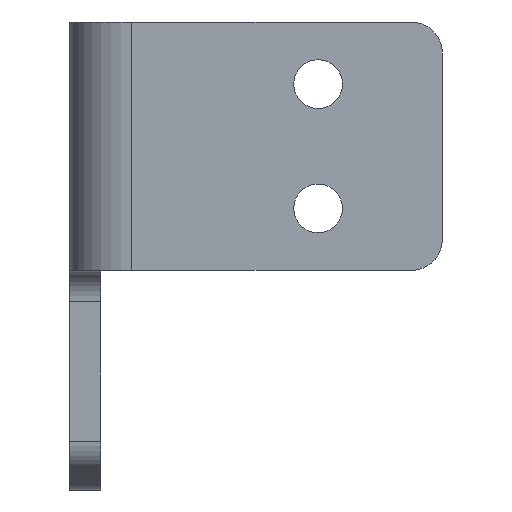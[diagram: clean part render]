
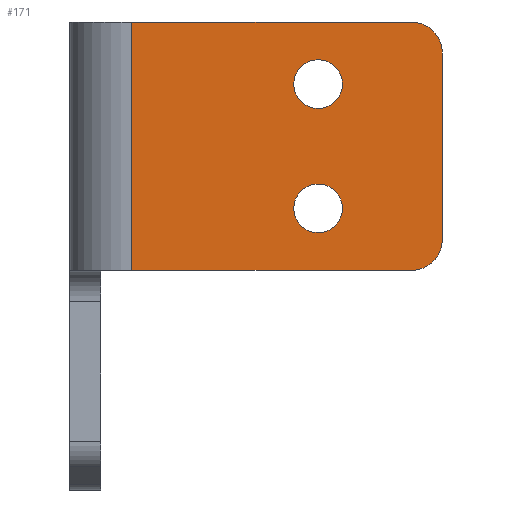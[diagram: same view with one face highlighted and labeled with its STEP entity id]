
A CAD part, front view. The second image highlights one B-rep face of the part: STEP entity #171.
In plain terms, the highlighted planar face has unit normal (0, -1, 0).
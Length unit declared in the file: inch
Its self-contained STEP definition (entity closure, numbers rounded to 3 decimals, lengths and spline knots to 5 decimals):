
#19 = DIRECTION ( 'NONE',  ( 0., 1., 0. ) ) ;
#49 = CIRCLE ( 'NONE', #590, 0.125 ) ;
#51 = CARTESIAN_POINT ( 'NONE',  ( 0.875, 0., -0.652 ) ) ;
#84 = VERTEX_POINT ( 'NONE', #51 ) ;
#97 = VECTOR ( 'NONE', #169, 39.37008 ) ;
#109 = CARTESIAN_POINT ( 'NONE',  ( 0.875, 0., -0.75 ) ) ;
#111 = EDGE_LOOP ( 'NONE', ( #701, #641 ) ) ;
#112 = VERTEX_POINT ( 'NONE', #660 ) ;
#114 = EDGE_CURVE ( 'NONE', #1127, #112, #466, .T. ) ;
#117 = CARTESIAN_POINT ( 'NONE',  ( 0.875, 0., -0.75 ) ) ;
#126 = DIRECTION ( 'NONE',  ( 0., 1., 0. ) ) ;
#129 = CARTESIAN_POINT ( 'NONE',  ( 0.875, 0., -0.25 ) ) ;
#157 = CARTESIAN_POINT ( 'NONE',  ( 0., 0., -1. ) ) ;
#162 = AXIS2_PLACEMENT_3D ( 'NONE', #129, #645, #1002 ) ;
#164 = ORIENTED_EDGE ( 'NONE', *, *, #507, .T. ) ;
#169 = DIRECTION ( 'NONE',  ( -1., 0., 0. ) ) ;
#170 = VERTEX_POINT ( 'NONE', #382 ) ;
#171 = ADVANCED_FACE ( 'NONE', ( #846, #761, #776 ), #840, .F. ) ;
#192 = LINE ( 'NONE', #580, #453 ) ;
#198 = DIRECTION ( 'NONE',  ( 0., 0., 1. ) ) ;
#255 = VERTEX_POINT ( 'NONE', #699 ) ;
#289 = AXIS2_PLACEMENT_3D ( 'NONE', #880, #592, #198 ) ;
#294 = EDGE_CURVE ( 'NONE', #1224, #255, #760, .T. ) ;
#296 = DIRECTION ( 'NONE',  ( 0., 0., -1. ) ) ;
#299 = ORIENTED_EDGE ( 'NONE', *, *, #1187, .F. ) ;
#303 = EDGE_CURVE ( 'NONE', #84, #682, #477, .T. ) ;
#312 = DIRECTION ( 'NONE',  ( 0., 0., 1. ) ) ;
#319 = EDGE_CURVE ( 'NONE', #682, #84, #409, .T. ) ;
#351 = DIRECTION ( 'NONE',  ( 1., 0., 0. ) ) ;
#382 = CARTESIAN_POINT ( 'NONE',  ( 0.125, 0., -1. ) ) ;
#406 = VERTEX_POINT ( 'NONE', #721 ) ;
#409 = CIRCLE ( 'NONE', #714, 0.098 ) ;
#413 = ORIENTED_EDGE ( 'NONE', *, *, #303, .T. ) ;
#442 = DIRECTION ( 'NONE',  ( 0., 0., -1. ) ) ;
#453 = VECTOR ( 'NONE', #296, 39.37008 ) ;
#463 = CARTESIAN_POINT ( 'NONE',  ( 1.375, 0., 0. ) ) ;
#466 = CIRCLE ( 'NONE', #704, 0.098 ) ;
#477 = CIRCLE ( 'NONE', #1181, 0.098 ) ;
#507 = EDGE_CURVE ( 'NONE', #949, #556, #49, .T. ) ;
#509 = DIRECTION ( 'NONE',  ( 0., 0., 1. ) ) ;
#540 = EDGE_CURVE ( 'NONE', #556, #406, #1241, .T. ) ;
#544 = ORIENTED_EDGE ( 'NONE', *, *, #540, .T. ) ;
#548 = VECTOR ( 'NONE', #351, 39.37008 ) ;
#556 = VERTEX_POINT ( 'NONE', #1142 ) ;
#573 = DIRECTION ( 'NONE',  ( 0., 0., 1. ) ) ;
#574 = CARTESIAN_POINT ( 'NONE',  ( 0.875, 0., -0.25 ) ) ;
#576 = CARTESIAN_POINT ( 'NONE',  ( 0., 0., 0. ) ) ;
#578 = EDGE_LOOP ( 'NONE', ( #413, #757 ) ) ;
#580 = CARTESIAN_POINT ( 'NONE',  ( 0.125, 0., 0. ) ) ;
#590 = AXIS2_PLACEMENT_3D ( 'NONE', #1148, #1048, #573 ) ;
#592 = DIRECTION ( 'NONE',  ( 0., -1., 0. ) ) ;
#616 = ORIENTED_EDGE ( 'NONE', *, *, #294, .T. ) ;
#641 = ORIENTED_EDGE ( 'NONE', *, *, #114, .T. ) ;
#645 = DIRECTION ( 'NONE',  ( 0., 1., 0. ) ) ;
#654 = LINE ( 'NONE', #157, #548 ) ;
#660 = CARTESIAN_POINT ( 'NONE',  ( 0.875, 0., -0.152 ) ) ;
#669 = DIRECTION ( 'NONE',  ( 0., 0., 1. ) ) ;
#670 = CARTESIAN_POINT ( 'NONE',  ( 1.375, 0., -0.125 ) ) ;
#676 = EDGE_CURVE ( 'NONE', #406, #170, #192, .T. ) ;
#680 = CARTESIAN_POINT ( 'NONE',  ( 0.875, 0., -0.848 ) ) ;
#682 = VERTEX_POINT ( 'NONE', #680 ) ;
#699 = CARTESIAN_POINT ( 'NONE',  ( 1.375, 0., -0.875 ) ) ;
#701 = ORIENTED_EDGE ( 'NONE', *, *, #814, .T. ) ;
#704 = AXIS2_PLACEMENT_3D ( 'NONE', #574, #945, #669 ) ;
#714 = AXIS2_PLACEMENT_3D ( 'NONE', #117, #1178, #509 ) ;
#721 = CARTESIAN_POINT ( 'NONE',  ( 0.125, 0., 0. ) ) ;
#755 = CIRCLE ( 'NONE', #162, 0.098 ) ;
#757 = ORIENTED_EDGE ( 'NONE', *, *, #319, .T. ) ;
#760 = CIRCLE ( 'NONE', #289, 0.125 ) ;
#761 = FACE_BOUND ( 'NONE', #111, .T. ) ;
#776 = FACE_OUTER_BOUND ( 'NONE', #888, .T. ) ;
#789 = CARTESIAN_POINT ( 'NONE',  ( 0.875, 0., -0.348 ) ) ;
#814 = EDGE_CURVE ( 'NONE', #112, #1127, #755, .T. ) ;
#827 = LINE ( 'NONE', #463, #866 ) ;
#840 = PLANE ( 'NONE',  #963 ) ;
#846 = FACE_BOUND ( 'NONE', #578, .T. ) ;
#849 = EDGE_CURVE ( 'NONE', #170, #1224, #654, .T. ) ;
#866 = VECTOR ( 'NONE', #442, 39.37008 ) ;
#880 = CARTESIAN_POINT ( 'NONE',  ( 1.25, 0., -0.875 ) ) ;
#888 = EDGE_LOOP ( 'NONE', ( #938, #616, #299, #164, #544, #1069 ) ) ;
#894 = DIRECTION ( 'NONE',  ( 0., 0., 1. ) ) ;
#938 = ORIENTED_EDGE ( 'NONE', *, *, #849, .T. ) ;
#945 = DIRECTION ( 'NONE',  ( 0., 1., 0. ) ) ;
#949 = VERTEX_POINT ( 'NONE', #670 ) ;
#963 = AXIS2_PLACEMENT_3D ( 'NONE', #1167, #126, #894 ) ;
#1002 = DIRECTION ( 'NONE',  ( 0., 0., 1. ) ) ;
#1048 = DIRECTION ( 'NONE',  ( 0., -1., 0. ) ) ;
#1069 = ORIENTED_EDGE ( 'NONE', *, *, #676, .T. ) ;
#1124 = CARTESIAN_POINT ( 'NONE',  ( 1.25, 0., -1. ) ) ;
#1127 = VERTEX_POINT ( 'NONE', #789 ) ;
#1142 = CARTESIAN_POINT ( 'NONE',  ( 1.25, 0., 0. ) ) ;
#1148 = CARTESIAN_POINT ( 'NONE',  ( 1.25, 0., -0.125 ) ) ;
#1167 = CARTESIAN_POINT ( 'NONE',  ( 0., 0., 0. ) ) ;
#1178 = DIRECTION ( 'NONE',  ( 0., 1., 0. ) ) ;
#1181 = AXIS2_PLACEMENT_3D ( 'NONE', #109, #19, #312 ) ;
#1187 = EDGE_CURVE ( 'NONE', #949, #255, #827, .T. ) ;
#1224 = VERTEX_POINT ( 'NONE', #1124 ) ;
#1241 = LINE ( 'NONE', #576, #97 ) ;
